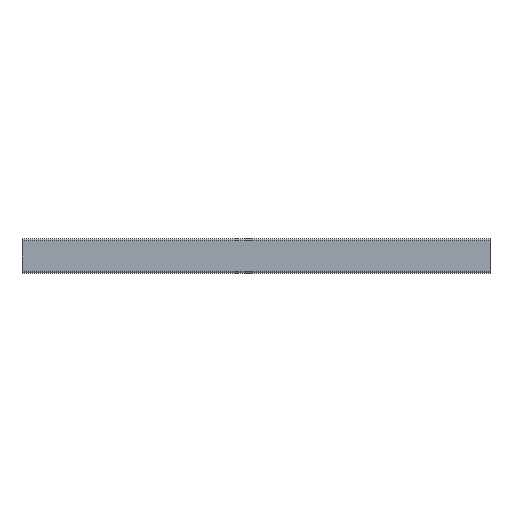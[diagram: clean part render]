
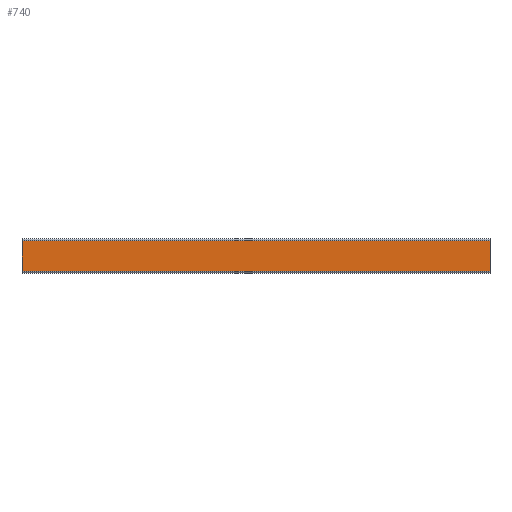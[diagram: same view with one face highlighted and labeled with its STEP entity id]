
A CAD part, top view. The second image highlights one B-rep face of the part: STEP entity #740.
In plain terms, the highlighted planar face has unit normal (0, 0, 1).
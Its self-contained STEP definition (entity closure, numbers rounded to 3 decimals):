
#59=FACE_OUTER_BOUND('',#97,.T.);
#97=EDGE_LOOP('',(#629,#630,#631,#632));
#115=LINE('',#1037,#202);
#183=LINE('',#1198,#270);
#184=LINE('',#1201,#271);
#185=LINE('',#1202,#272);
#202=VECTOR('',#826,1.);
#270=VECTOR('',#982,1.);
#271=VECTOR('',#985,1.);
#272=VECTOR('',#986,1.);
#311=VERTEX_POINT('',#1034);
#312=VERTEX_POINT('',#1036);
#361=VERTEX_POINT('',#1196);
#362=VERTEX_POINT('',#1200);
#381=EDGE_CURVE('',#311,#312,#115,.T.);
#462=EDGE_CURVE('',#361,#312,#183,.T.);
#463=EDGE_CURVE('',#362,#361,#184,.T.);
#464=EDGE_CURVE('',#362,#311,#185,.T.);
#629=ORIENTED_EDGE('',*,*,#463,.T.);
#630=ORIENTED_EDGE('',*,*,#462,.T.);
#631=ORIENTED_EDGE('',*,*,#381,.F.);
#632=ORIENTED_EDGE('',*,*,#464,.F.);
#704=PLANE('',#796);
#740=ADVANCED_FACE('',(#59),#704,.T.);
#796=AXIS2_PLACEMENT_3D('',#1199,#983,#984);
#826=DIRECTION('',(0.,-1.,0.));
#982=DIRECTION('',(1.,0.,0.));
#983=DIRECTION('center_axis',(0.,0.,1.));
#984=DIRECTION('ref_axis',(0.,-1.,0.));
#985=DIRECTION('',(0.,-1.,0.));
#986=DIRECTION('',(1.,0.,0.));
#1034=CARTESIAN_POINT('',(609.6,42.5,18.5));
#1036=CARTESIAN_POINT('',(609.6,2.5,18.5));
#1037=CARTESIAN_POINT('',(609.6,42.5,18.5));
#1196=CARTESIAN_POINT('',(0.,2.5,18.5));
#1198=CARTESIAN_POINT('',(0.,2.5,18.5));
#1199=CARTESIAN_POINT('Origin',(0.,42.5,18.5));
#1200=CARTESIAN_POINT('',(0.,42.5,18.5));
#1201=CARTESIAN_POINT('',(0.,42.5,18.5));
#1202=CARTESIAN_POINT('',(0.,42.5,18.5));
